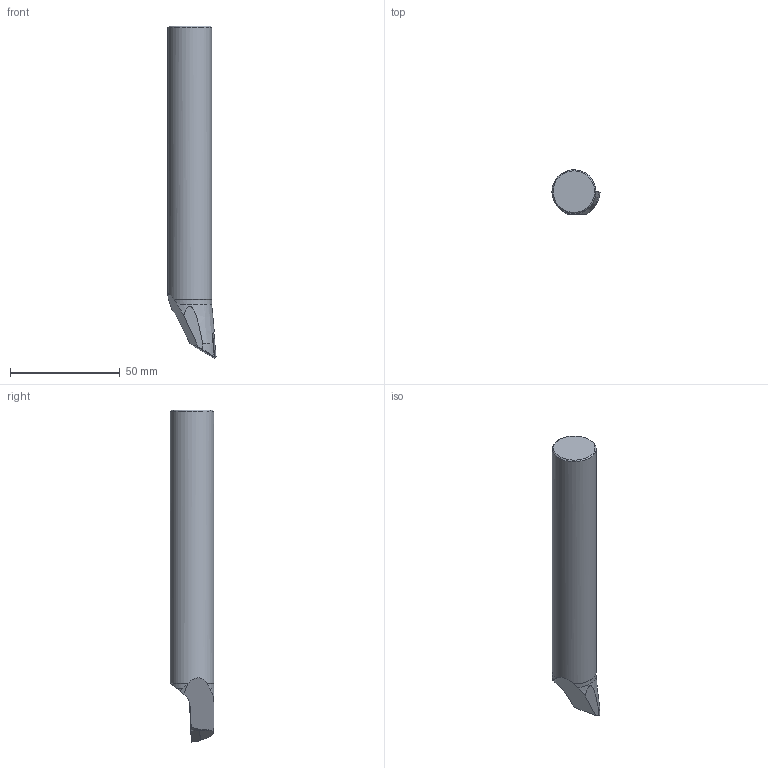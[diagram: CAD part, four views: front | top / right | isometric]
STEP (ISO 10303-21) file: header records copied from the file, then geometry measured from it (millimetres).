
FILE_DESCRIPTION(/* description */ (''),/* implementation_level */ '2;1');
FILE_NAME(/* name */ '1573032942270.stp',/* time_stamp */ '2019-11-06T15:05:53+06:00',/* author */ (''),/* organization */ ('SMS'),/* preprocessor_version */ 'ST-DEVELOPER v15',/* originating_system */ 'SIEMENS PLM Software NX 8.5',/* authorisation */ '');
FILE_SCHEMA (('AUTOMOTIVE_DESIGN { 1 0 10303 214 3 1 1 1 }'));
Length unit declared in the file: millimetre
Products named in the file (4): IsoTurningInsert; ASSEMBLY_CONSTRUCTION; 201928298mod000_00; 201928255mod000_00
Assembly tree (3 placements, depth 2):
  201928255mod000_00
    201928298mod000_00
    ASSEMBLY_CONSTRUCTION
    IsoTurningInsert
Bounding box: 21.89 x 19.99 x 151.25 mm (x, y, z)
Volume: 42114.7 mm3; surface area: 9782.3 mm2
Topology: 2 solids, 2 shells, 46 faces, 122 edges, 87 vertices
Faces by surface type: plane 19, cone 14, cylinder 9, torus 4
Full cylindrical faces by diameter (mm): 4.4 x2, 19.983 x1
Entity records: 1642 total; most frequent: CARTESIAN_POINT 382, DIRECTION 251, ORIENTED_EDGE 212, EDGE_CURVE 106, AXIS2_PLACEMENT_3D 105, VERTEX_POINT 75, EDGE_LOOP 59, ADVANCED_FACE 46
